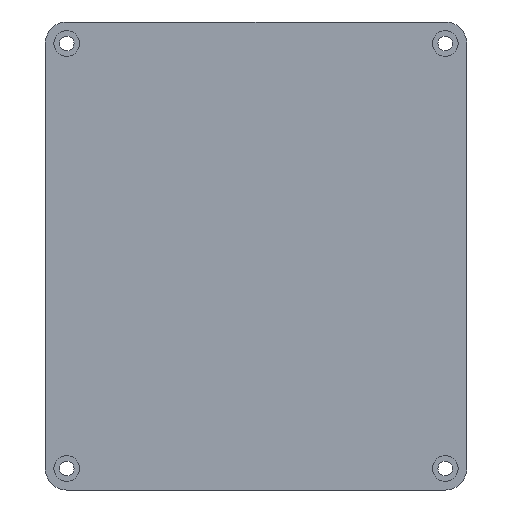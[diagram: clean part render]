
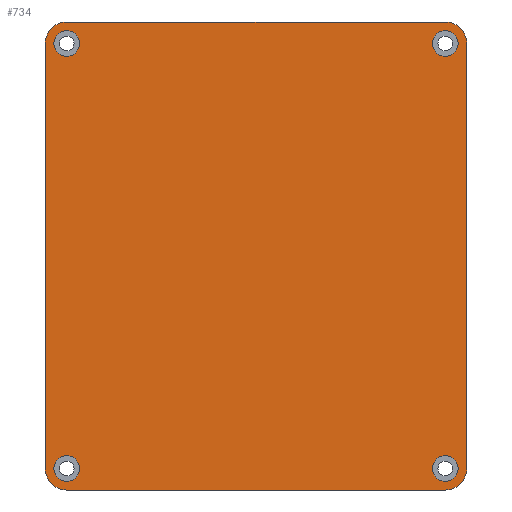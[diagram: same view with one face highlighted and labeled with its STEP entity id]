
A CAD part, front view. The second image highlights one B-rep face of the part: STEP entity #734.
In plain terms, the highlighted planar face has unit normal (0, -1, 0).
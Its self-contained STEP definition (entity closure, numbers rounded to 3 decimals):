
#47=FACE_BOUND('',#151,.T.);
#48=FACE_BOUND('',#152,.T.);
#49=FACE_BOUND('',#153,.T.);
#50=FACE_BOUND('',#154,.T.);
#92=FACE_OUTER_BOUND('',#150,.T.);
#150=EDGE_LOOP('',(#635,#636,#637,#638,#639,#640,#641,#642));
#151=EDGE_LOOP('',(#643));
#152=EDGE_LOOP('',(#644));
#153=EDGE_LOOP('',(#645));
#154=EDGE_LOOP('',(#646));
#191=CIRCLE('',#804,5.);
#192=CIRCLE('',#806,5.);
#193=CIRCLE('',#808,5.);
#194=CIRCLE('',#811,5.);
#196=CIRCLE('',#816,3.);
#198=CIRCLE('',#819,3.);
#200=CIRCLE('',#822,3.);
#202=CIRCLE('',#825,3.);
#230=LINE('',#1159,#286);
#248=LINE('',#1219,#304);
#257=LINE('',#1256,#313);
#258=LINE('',#1258,#314);
#286=VECTOR('',#920,10.);
#304=VECTOR('',#992,10.);
#313=VECTOR('',#1039,10.);
#314=VECTOR('',#1042,10.);
#353=VERTEX_POINT('',#1156);
#354=VERTEX_POINT('',#1158);
#365=VERTEX_POINT('',#1204);
#366=VERTEX_POINT('',#1208);
#367=VERTEX_POINT('',#1212);
#368=VERTEX_POINT('',#1214);
#369=VERTEX_POINT('',#1218);
#370=VERTEX_POINT('',#1222);
#372=VERTEX_POINT('',#1231);
#374=VERTEX_POINT('',#1237);
#376=VERTEX_POINT('',#1243);
#378=VERTEX_POINT('',#1249);
#422=EDGE_CURVE('',#354,#353,#230,.T.);
#445=EDGE_CURVE('',#365,#353,#191,.T.);
#446=EDGE_CURVE('',#354,#366,#192,.T.);
#449=EDGE_CURVE('',#367,#368,#193,.T.);
#451=EDGE_CURVE('',#369,#368,#248,.T.);
#453=EDGE_CURVE('',#369,#370,#194,.T.);
#458=EDGE_CURVE('',#372,#372,#196,.T.);
#461=EDGE_CURVE('',#374,#374,#198,.T.);
#464=EDGE_CURVE('',#376,#376,#200,.T.);
#467=EDGE_CURVE('',#378,#378,#202,.T.);
#469=EDGE_CURVE('',#367,#366,#257,.T.);
#470=EDGE_CURVE('',#365,#370,#258,.T.);
#635=ORIENTED_EDGE('',*,*,#445,.F.);
#636=ORIENTED_EDGE('',*,*,#470,.T.);
#637=ORIENTED_EDGE('',*,*,#453,.F.);
#638=ORIENTED_EDGE('',*,*,#451,.T.);
#639=ORIENTED_EDGE('',*,*,#449,.F.);
#640=ORIENTED_EDGE('',*,*,#469,.T.);
#641=ORIENTED_EDGE('',*,*,#446,.F.);
#642=ORIENTED_EDGE('',*,*,#422,.T.);
#643=ORIENTED_EDGE('',*,*,#458,.F.);
#644=ORIENTED_EDGE('',*,*,#464,.F.);
#645=ORIENTED_EDGE('',*,*,#467,.F.);
#646=ORIENTED_EDGE('',*,*,#461,.F.);
#692=PLANE('',#830);
#734=ADVANCED_FACE('',(#92,#47,#48,#49,#50),#692,.F.);
#804=AXIS2_PLACEMENT_3D('',#1206,#977,#978);
#806=AXIS2_PLACEMENT_3D('',#1209,#981,#982);
#808=AXIS2_PLACEMENT_3D('',#1215,#987,#988);
#811=AXIS2_PLACEMENT_3D('',#1223,#996,#997);
#816=AXIS2_PLACEMENT_3D('',#1233,#1009,#1010);
#819=AXIS2_PLACEMENT_3D('',#1239,#1016,#1017);
#822=AXIS2_PLACEMENT_3D('',#1245,#1023,#1024);
#825=AXIS2_PLACEMENT_3D('',#1251,#1030,#1031);
#830=AXIS2_PLACEMENT_3D('',#1259,#1043,#1044);
#920=DIRECTION('',(1.,0.,0.));
#977=DIRECTION('center_axis',(0.,1.,0.));
#978=DIRECTION('ref_axis',(0.707,0.,-0.707));
#981=DIRECTION('center_axis',(0.,1.,0.));
#982=DIRECTION('ref_axis',(-0.707,0.,-0.707));
#987=DIRECTION('center_axis',(0.,1.,0.));
#988=DIRECTION('ref_axis',(-0.707,0.,0.707));
#992=DIRECTION('',(-1.,0.,0.));
#996=DIRECTION('center_axis',(0.,1.,0.));
#997=DIRECTION('ref_axis',(0.707,0.,0.707));
#1009=DIRECTION('center_axis',(0.,-1.,0.));
#1010=DIRECTION('ref_axis',(1.,0.,0.));
#1016=DIRECTION('center_axis',(0.,-1.,0.));
#1017=DIRECTION('ref_axis',(1.,0.,0.));
#1023=DIRECTION('center_axis',(0.,-1.,0.));
#1024=DIRECTION('ref_axis',(1.,0.,0.));
#1030=DIRECTION('center_axis',(0.,-1.,0.));
#1031=DIRECTION('ref_axis',(1.,0.,0.));
#1039=DIRECTION('',(0.,0.,-1.));
#1042=DIRECTION('',(0.,0.,1.));
#1043=DIRECTION('center_axis',(0.,1.,0.));
#1044=DIRECTION('ref_axis',(1.,0.,0.));
#1156=CARTESIAN_POINT('',(91.1,0.,21.));
#1158=CARTESIAN_POINT('',(3.,0.,21.));
#1159=CARTESIAN_POINT('',(-2.,0.,21.));
#1204=CARTESIAN_POINT('',(96.1,0.,26.));
#1206=CARTESIAN_POINT('Origin',(91.1,0.,26.));
#1208=CARTESIAN_POINT('',(-2.,0.,26.));
#1209=CARTESIAN_POINT('Origin',(3.,0.,26.));
#1212=CARTESIAN_POINT('',(-2.,0.,124.92));
#1214=CARTESIAN_POINT('',(3.,0.,129.92));
#1215=CARTESIAN_POINT('Origin',(3.,0.,124.92));
#1218=CARTESIAN_POINT('',(91.1,0.,129.92));
#1219=CARTESIAN_POINT('',(96.1,0.,129.92));
#1222=CARTESIAN_POINT('',(96.1,0.,124.92));
#1223=CARTESIAN_POINT('Origin',(91.1,0.,124.92));
#1231=CARTESIAN_POINT('',(0.,0.,26.));
#1233=CARTESIAN_POINT('Origin',(3.,0.,26.));
#1237=CARTESIAN_POINT('',(88.1,0.,26.));
#1239=CARTESIAN_POINT('Origin',(91.1,0.,26.));
#1243=CARTESIAN_POINT('',(0.,0.,124.92));
#1245=CARTESIAN_POINT('Origin',(3.,0.,124.92));
#1249=CARTESIAN_POINT('',(88.1,0.,124.92));
#1251=CARTESIAN_POINT('Origin',(91.1,0.,124.92));
#1256=CARTESIAN_POINT('',(-2.,0.,129.92));
#1258=CARTESIAN_POINT('',(96.1,0.,21.));
#1259=CARTESIAN_POINT('Origin',(47.05,0.,75.46));
